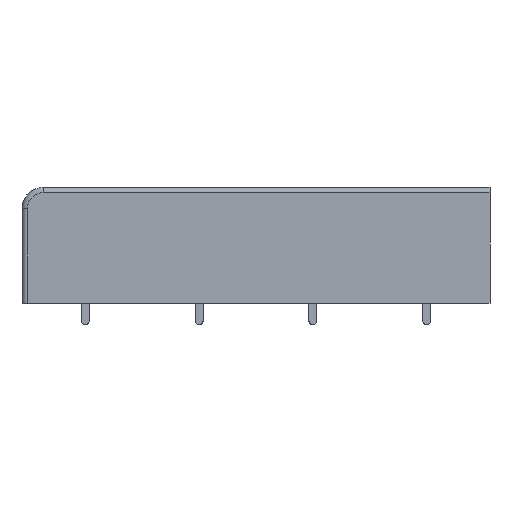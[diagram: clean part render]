
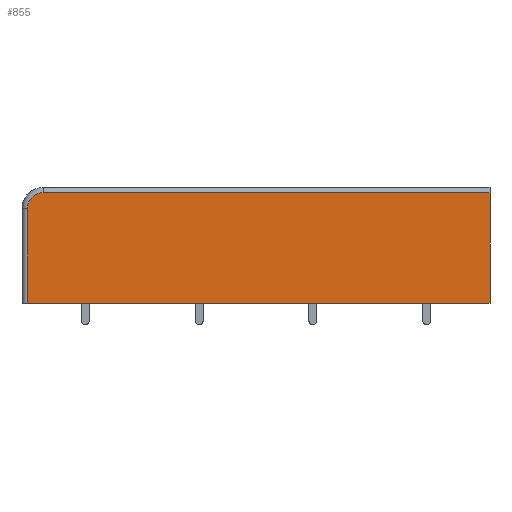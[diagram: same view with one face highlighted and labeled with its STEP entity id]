
A CAD part, front view. The second image highlights one B-rep face of the part: STEP entity #855.
In plain terms, the highlighted planar face has unit normal (0, -1, 0).
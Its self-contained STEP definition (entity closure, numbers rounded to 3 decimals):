
#855=ADVANCED_FACE('',(#4553),#4555,.T.);
#4553=FACE_BOUND('',#4554,.T.);
#4554=EDGE_LOOP('',(#7871,#7872,#7873,#7874,#7875));
#4555=PLANE('',#4556);
#4556=AXIS2_PLACEMENT_3D('',#4557,#4558,#4559);
#4557=CARTESIAN_POINT('',(-44.,-41.5,0.));
#4558=DIRECTION('',(0.,-1.,0.));
#4559=DIRECTION('',(1.,0.,0.));
#7871=ORIENTED_EDGE('',*,*,#9534,.F.);
#7872=ORIENTED_EDGE('',*,*,#9341,.T.);
#7873=ORIENTED_EDGE('',*,*,#9487,.T.);
#7874=ORIENTED_EDGE('',*,*,#9535,.F.);
#7875=ORIENTED_EDGE('',*,*,#9536,.F.);
#9341=EDGE_CURVE('',#11729,#11727,#11730,.T.);
#9487=EDGE_CURVE('',#11727,#11974,#11976,.T.);
#9534=EDGE_CURVE('',#11729,#12034,#12035,.T.);
#9535=EDGE_CURVE('',#12036,#11974,#12037,.T.);
#9536=EDGE_CURVE('',#12034,#12036,#12038,.F.);
#11727=VERTEX_POINT('',#16896);
#11729=VERTEX_POINT('',#16900);
#11730=LINE('',#16901,#16902);
#11974=VERTEX_POINT('',#17461);
#11976=LINE('',#17466,#17467);
#12034=VERTEX_POINT('',#17622);
#12035=LINE('',#17623,#17624);
#12036=VERTEX_POINT('',#17626);
#12037=LINE('',#17627,#17628);
#12038=CIRCLE('',#17630,3.);
#16896=CARTESIAN_POINT('',(44.,-41.5,0.));
#16900=CARTESIAN_POINT('',(-43.,-41.5,0.));
#16901=CARTESIAN_POINT('',(-43.,-41.5,0.));
#16902=VECTOR('',#16903,1.);
#16903=DIRECTION('',(1.,0.,0.));
#17461=CARTESIAN_POINT('',(44.,-41.5,20.8));
#17466=CARTESIAN_POINT('',(44.,-41.5,0.));
#17467=VECTOR('',#17468,1.);
#17468=DIRECTION('',(0.,0.,1.));
#17622=CARTESIAN_POINT('',(-43.,-41.5,17.8));
#17623=CARTESIAN_POINT('',(-43.,-41.5,0.));
#17624=VECTOR('',#17625,1.);
#17625=DIRECTION('',(0.,0.,1.));
#17626=CARTESIAN_POINT('',(-40.,-41.5,20.8));
#17627=CARTESIAN_POINT('',(-40.,-41.5,20.8));
#17628=VECTOR('',#17629,1.);
#17629=DIRECTION('',(1.,0.,0.));
#17630=AXIS2_PLACEMENT_3D('',#17631,#17632,#17633);
#17631=CARTESIAN_POINT('',(-40.,-41.5,17.8));
#17632=DIRECTION('',(0.,-1.,0.));
#17633=DIRECTION('',(0.,0.,1.));
